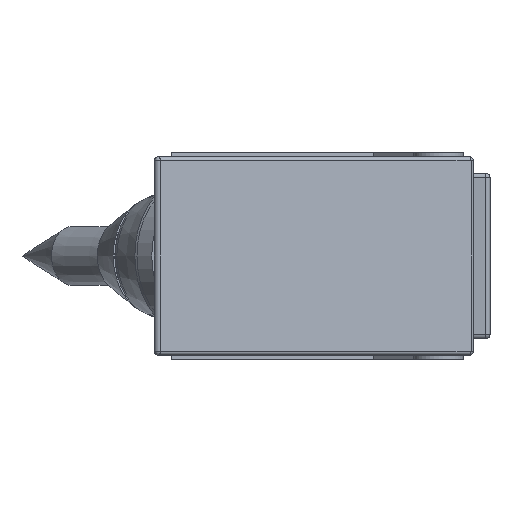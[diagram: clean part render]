
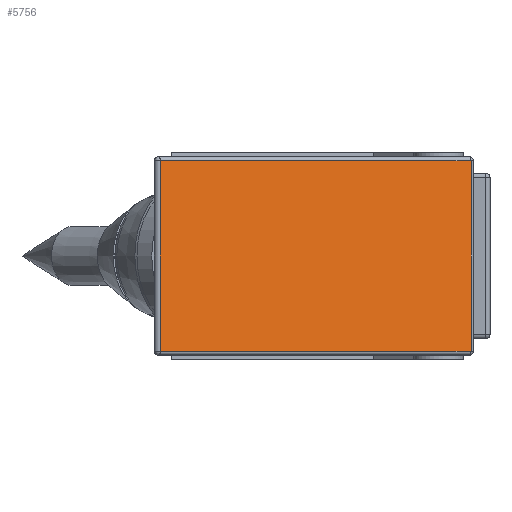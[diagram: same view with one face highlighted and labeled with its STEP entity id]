
A CAD part, front view. The second image highlights one B-rep face of the part: STEP entity #5756.
In plain terms, the highlighted planar face has unit normal (0.415, -0.91, 0).
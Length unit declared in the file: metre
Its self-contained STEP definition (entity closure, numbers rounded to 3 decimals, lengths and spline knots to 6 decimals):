
#554=ORIENTED_EDGE('',*,*,#2112,.T.);
#555=ORIENTED_EDGE('',*,*,#2113,.T.);
#556=ORIENTED_EDGE('',*,*,#2114,.T.);
#557=ORIENTED_EDGE('',*,*,#2115,.T.);
#2112=EDGE_CURVE('',#2886,#2887,#3431,.F.);
#2113=EDGE_CURVE('',#2887,#2888,#3432,.F.);
#2114=EDGE_CURVE('',#2888,#2889,#3433,.T.);
#2115=EDGE_CURVE('',#2889,#2886,#3434,.T.);
#2886=VERTEX_POINT('',#8801);
#2887=VERTEX_POINT('',#8802);
#2888=VERTEX_POINT('',#8804);
#2889=VERTEX_POINT('',#8806);
#3431=LINE('',#8800,#4109);
#3432=LINE('',#8803,#4110);
#3433=LINE('',#8805,#4111);
#3434=LINE('',#8807,#4112);
#4109=VECTOR('',#7057,1.);
#4110=VECTOR('',#7058,1.);
#4111=VECTOR('',#7059,1.);
#4112=VECTOR('',#7060,1.);
#4695=EDGE_LOOP('',(#554,#555,#556,#557));
#5101=FACE_BOUND('',#4695,.T.);
#5487=PLANE('',#6302);
#5756=ADVANCED_FACE('',(#5101),#5487,.T.);
#6302=AXIS2_PLACEMENT_3D('',#8799,#7055,#7056);
#7055=DIRECTION('',(0.415,-0.91,0.));
#7056=DIRECTION('',(-0.91,-0.415,0.));
#7057=DIRECTION('',(-0.91,-0.415,0.));
#7058=DIRECTION('',(0.,0.,-1.));
#7059=DIRECTION('',(-0.91,-0.415,0.));
#7060=DIRECTION('',(0.,0.,-1.));
#8799=CARTESIAN_POINT('',(-0.010328,-0.095419,0.0115));
#8800=CARTESIAN_POINT('',(0.026813,-0.078498,-0.0115));
#8801=CARTESIAN_POINT('',(-0.011057,-0.095751,-0.0115));
#8802=CARTESIAN_POINT('',(0.02652,-0.078632,-0.0115));
#8803=CARTESIAN_POINT('',(0.02652,-0.078632,0.0115));
#8804=CARTESIAN_POINT('',(0.02652,-0.078632,0.0115));
#8805=CARTESIAN_POINT('',(-0.010328,-0.095419,0.0115));
#8806=CARTESIAN_POINT('',(-0.011057,-0.095751,0.0115));
#8807=CARTESIAN_POINT('',(-0.011057,-0.095751,0.0115));
